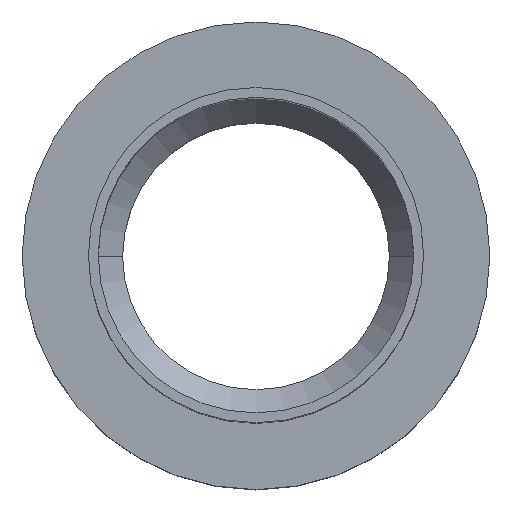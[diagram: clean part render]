
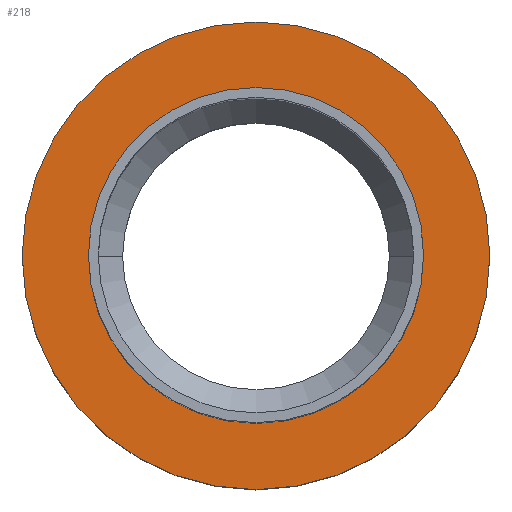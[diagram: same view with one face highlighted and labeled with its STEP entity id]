
A CAD part, top view. The second image highlights one B-rep face of the part: STEP entity #218.
In plain terms, the highlighted planar face has unit normal (0, 0, 1).
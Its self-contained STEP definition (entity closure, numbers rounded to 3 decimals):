
#6 = EDGE_CURVE ( 'NONE', #358, #602, #195, .T. ) ;
#24 = EDGE_CURVE ( 'NONE', #355, #509, #547, .T. ) ;
#60 = CARTESIAN_POINT ( 'NONE',  ( 0., 0., -420. ) ) ;
#67 = DIRECTION ( 'NONE',  ( 0., 0., 1. ) ) ;
#73 = AXIS2_PLACEMENT_3D ( 'NONE', #489, #67, #282 ) ;
#75 = CIRCLE ( 'NONE', #73, 162. ) ;
#76 = ORIENTED_EDGE ( 'NONE', *, *, #6, .F. ) ;
#78 = ORIENTED_EDGE ( 'NONE', *, *, #575, .F. ) ;
#79 = ORIENTED_EDGE ( 'NONE', *, *, #224, .T. ) ;
#82 = ORIENTED_EDGE ( 'NONE', *, *, #24, .T. ) ;
#90 = DIRECTION ( 'NONE',  ( 1., 0., 0. ) ) ;
#140 = CARTESIAN_POINT ( 'NONE',  ( -162., 0., -420. ) ) ;
#142 = EDGE_LOOP ( 'NONE', ( #79, #82 ) ) ;
#156 = DIRECTION ( 'NONE',  ( -1., 0., 0. ) ) ;
#195 = CIRCLE ( 'NONE', #234, 162. ) ;
#200 = PLANE ( 'NONE',  #372 ) ;
#218 = ADVANCED_FACE ( 'NONE', ( #421, #585 ), #200, .F. ) ;
#223 = EDGE_LOOP ( 'NONE', ( #76, #78 ) ) ;
#224 = EDGE_CURVE ( 'NONE', #509, #355, #364, .T. ) ;
#227 = CARTESIAN_POINT ( 'NONE',  ( 0., 0., -420. ) ) ;
#234 = AXIS2_PLACEMENT_3D ( 'NONE', #227, #403, #569 ) ;
#262 = CARTESIAN_POINT ( 'NONE',  ( -226., 0., -420. ) ) ;
#278 = DIRECTION ( 'NONE',  ( 0., 0., 1. ) ) ;
#282 = DIRECTION ( 'NONE',  ( 1., 0., 0. ) ) ;
#340 = CARTESIAN_POINT ( 'NONE',  ( 0., 0., -420. ) ) ;
#355 = VERTEX_POINT ( 'NONE', #262 ) ;
#358 = VERTEX_POINT ( 'NONE', #431 ) ;
#359 = CARTESIAN_POINT ( 'NONE',  ( 226., 0., -420. ) ) ;
#363 = AXIS2_PLACEMENT_3D ( 'NONE', #340, #503, #90 ) ;
#364 = CIRCLE ( 'NONE', #363, 226. ) ;
#372 = AXIS2_PLACEMENT_3D ( 'NONE', #380, #546, #156 ) ;
#380 = CARTESIAN_POINT ( 'NONE',  ( 0., 226., -420. ) ) ;
#403 = DIRECTION ( 'NONE',  ( 0., 0., 1. ) ) ;
#421 = FACE_BOUND ( 'NONE', #223, .T. ) ;
#431 = CARTESIAN_POINT ( 'NONE',  ( 162., 0., -420. ) ) ;
#447 = DIRECTION ( 'NONE',  ( 1., 0., 0. ) ) ;
#489 = CARTESIAN_POINT ( 'NONE',  ( 0., 0., -420. ) ) ;
#503 = DIRECTION ( 'NONE',  ( 0., 0., 1. ) ) ;
#509 = VERTEX_POINT ( 'NONE', #359 ) ;
#539 = AXIS2_PLACEMENT_3D ( 'NONE', #60, #278, #447 ) ;
#546 = DIRECTION ( 'NONE',  ( 0., 0., -1. ) ) ;
#547 = CIRCLE ( 'NONE', #539, 226. ) ;
#569 = DIRECTION ( 'NONE',  ( 1., 0., 0. ) ) ;
#575 = EDGE_CURVE ( 'NONE', #602, #358, #75, .T. ) ;
#585 = FACE_OUTER_BOUND ( 'NONE', #142, .T. ) ;
#602 = VERTEX_POINT ( 'NONE', #140 ) ;
